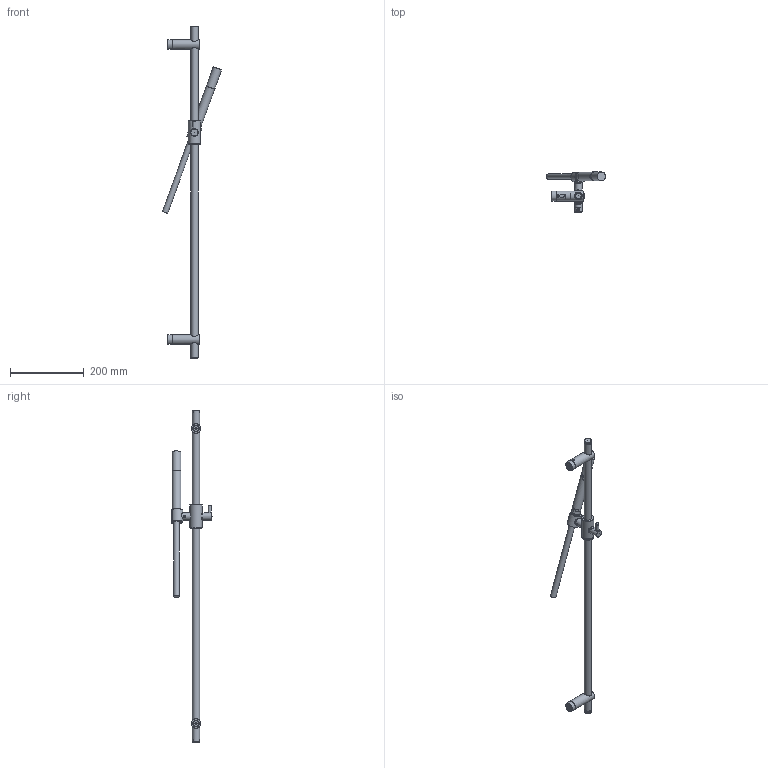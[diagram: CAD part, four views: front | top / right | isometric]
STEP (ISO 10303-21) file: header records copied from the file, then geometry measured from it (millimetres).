
FILE_DESCRIPTION(/* description */ ('Unknown'),/* implementation_level */ '2;1');
FILE_NAME(/* name */ 'M309-00',/* time_stamp */ '2023-07-03T08:22:47+02:00',/* author */ ('Unknown'),/* organization */ ('Unknown'),/* preprocessor_version */ 'ST-DEVELOPER v18.102',/* originating_system */ 'Solid Edge',/* authorisation */ 'Unknown');
FILE_SCHEMA (('AUTOMOTIVE_DESIGN {1 0 10303 214 3 1 1}'));
Length unit declared in the file: millimetre
Products named in the file (37): M309-00; M311-00_oa_0; M307-001 rel1 doppio grano; M307-11; M307-21 rel 1 doppio grano; M307-19; M307-18; M307-34 rondella; M307-27; M307-23; M307-26; M514-07; M307-32 punta a coppa; M307-15; M307-14; M307-33 rondella; M307-13; M307-31; M307-04; M307-05; CB004-11; M307-002_oa_1; M307-09; M307-12; M307-28; M307-29; M015-001; M352-00; M352-03; M352-02; M352-01; MNP0003TO pom; TUB0130ST_SOLID_1; M352-002; CV15-01; M352-002-01; M352-002-02
Assembly tree (43 placements, depth 4):
  M309-00
    M311-00_oa_0
      M307-001 rel1 doppio grano
        M307-11
        M307-21 rel 1 doppio grano
        M307-19
        M307-18
        M307-34 rondella
        M307-27
        M307-23
        M307-26
        M514-07
        M307-32 punta a coppa  x2
        M307-15
        M307-14
        M307-33 rondella
        M307-13
        M307-31
      M307-04
      M307-05  x2
      CB004-11  x2
      M307-002_oa_1
        M307-09  x2
      M307-12  x2
      M307-28  x2
      M307-29  x2
    M015-001
    M352-00
      M352-03
      M352-02
      M352-01
        MNP0003TO pom
        TUB0130ST_SOLID_1
      M352-002
        CV15-01
        M352-002-01
        M352-002-02
Bounding box: 160.32 x 108.44 x 900 mm (x, y, z)
Volume: 259661.3 mm3; surface area: 238447.4 mm2
Topology: 37 solids, 38 shells, 927 faces, 2188 edges, 1354 vertices
Faces by surface type: plane 311, cylinder 304, cone 127, torus 112, bspline 50, sphere 23
Full cylindrical faces by diameter (mm): 1.5 x23, 2 x2, 2.534 x1, 2.838 x1, 3.242 x2, 4 x2, 4.134 x3, 4.2 x2, 4.274 x2, 4.865 x1, 4.917 x2, 5 x5, 5.5 x1, 6 x5, 6.081 x1, 6.5 x1, 6.647 x2, 7.4 x1, 7.5 x1, 8 x3, 8.2 x2, 9.324 x2, 9.5 x1, 9.932 x1, 9.934 x1, 10 x2, 10.315 x1, 11 x2, 11.5 x2, 12.162 x1
Entity records: 28776 total; most frequent: CARTESIAN_POINT 8080, DIRECTION 3600, ORIENTED_EDGE 3032, AXIS2_PLACEMENT_3D 1549, EDGE_CURVE 1516, FACE_BOUND 1277, EDGE_LOOP 1266, VERTEX_POINT 1091
